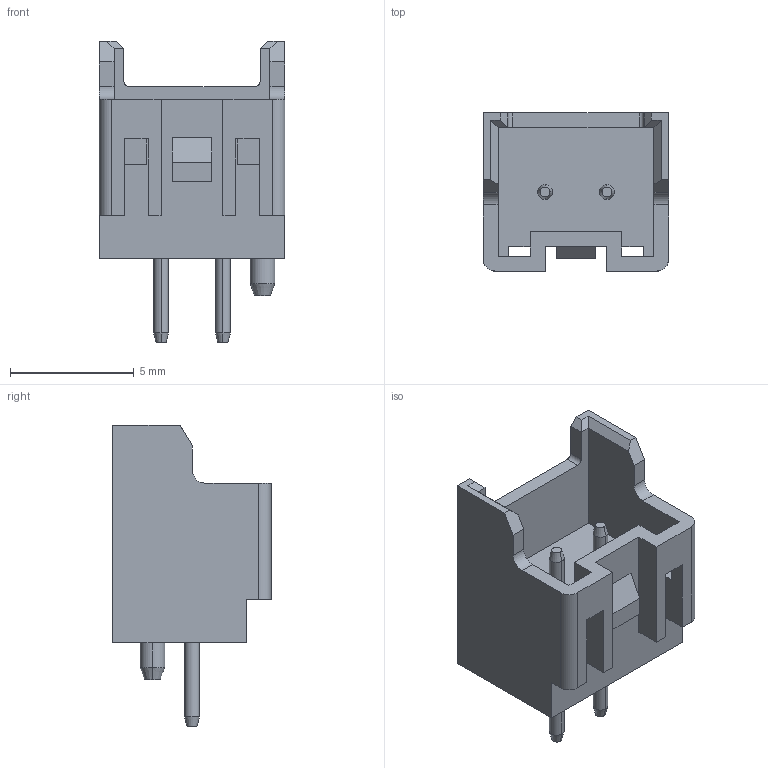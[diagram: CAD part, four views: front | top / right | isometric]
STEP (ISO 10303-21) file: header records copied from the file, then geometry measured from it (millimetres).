
FILE_DESCRIPTION (( 'STEP AP214' ), '1' );
FILE_NAME ('CONN-TH_B02B-XASK-1-A-LF-SN.step', '2022-08-05T10:10:03', ( '' ), ( '' ), 'SwSTEP 2.0', 'SolidWorks 2020', '' );
FILE_SCHEMA (( 'AUTOMOTIVE_DESIGN' ));
Length unit declared in the file: millimetre
Products named in the file (1): CONN-TH_B02B-XASK-1-A-LF-SN
Bounding box: 7.5 x 6.4 x 12.2 mm (x, y, z)
Volume: 218.6 mm3; surface area: 415.1 mm2
Topology: 14 solids, 14 shells, 311 faces, 829 edges, 548 vertices
Faces by surface type: plane 187, bspline 98, cylinder 16, cone 10
Entity records: 13643 total; most frequent: CARTESIAN_POINT 2995, ORIENTED_EDGE 1658, DIRECTION 1099, EDGE_CURVE 829, LINE 587, VECTOR 587, VERTEX_POINT 548, EDGE_LOOP 329
